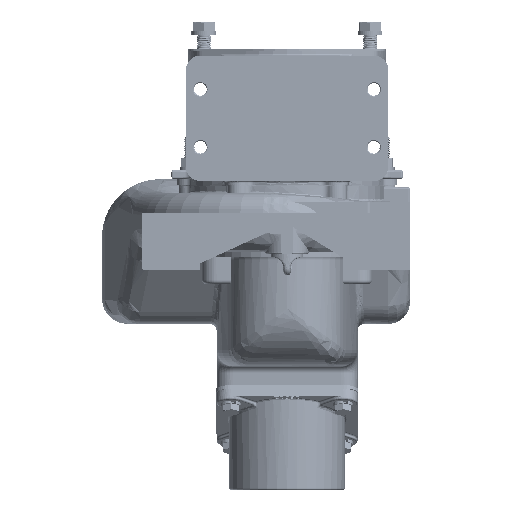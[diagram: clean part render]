
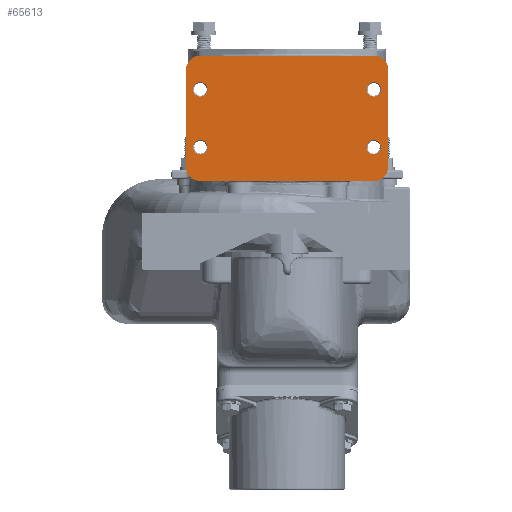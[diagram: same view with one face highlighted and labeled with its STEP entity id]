
A CAD part, front view. The second image highlights one B-rep face of the part: STEP entity #65613.
In plain terms, the highlighted planar face has unit normal (0, -1, 0).
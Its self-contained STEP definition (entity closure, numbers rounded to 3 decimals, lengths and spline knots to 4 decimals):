
#5201=FACE_BOUND('',#13592,.T.);
#5202=FACE_BOUND('',#13593,.T.);
#5203=FACE_BOUND('',#13594,.T.);
#5204=FACE_BOUND('',#13595,.T.);
#6725=PLANE('',#71563);
#9469=FACE_OUTER_BOUND('',#13591,.T.);
#13591=EDGE_LOOP('',(#53591,#53592,#53593,#53594,#53595,#53596,#53597,#53598));
#13592=EDGE_LOOP('',(#53599));
#13593=EDGE_LOOP('',(#53600));
#13594=EDGE_LOOP('',(#53601));
#13595=EDGE_LOOP('',(#53602));
#17537=LINE('',#142388,#21467);
#17547=LINE('',#142434,#21477);
#17555=LINE('',#142451,#21485);
#17658=LINE('',#143294,#21588);
#21467=VECTOR('',#82601,0.3937);
#21477=VECTOR('',#82655,0.3937);
#21485=VECTOR('',#82671,0.3937);
#21588=VECTOR('',#83372,0.3937);
#24704=CIRCLE('',#71264,0.5);
#24705=CIRCLE('',#71267,0.5);
#24863=CIRCLE('',#71562,0.5);
#24864=CIRCLE('',#71564,0.5);
#24865=CIRCLE('',#71565,0.2488);
#24866=CIRCLE('',#71566,0.2488);
#24867=CIRCLE('',#71567,0.2488);
#24868=CIRCLE('',#71568,0.2488);
#29387=VERTEX_POINT('',#142385);
#29388=VERTEX_POINT('',#142387);
#29401=VERTEX_POINT('',#142431);
#29402=VERTEX_POINT('',#142433);
#29406=VERTEX_POINT('',#142445);
#29407=VERTEX_POINT('',#142449);
#29563=VERTEX_POINT('',#143288);
#29564=VERTEX_POINT('',#143292);
#29565=VERTEX_POINT('',#143295);
#29566=VERTEX_POINT('',#143297);
#29567=VERTEX_POINT('',#143299);
#29568=VERTEX_POINT('',#143301);
#37660=EDGE_CURVE('',#29387,#29388,#17537,.T.);
#37684=EDGE_CURVE('',#29402,#29401,#17547,.T.);
#37692=EDGE_CURVE('',#29406,#29401,#24704,.T.);
#37694=EDGE_CURVE('',#29406,#29407,#17555,.T.);
#37695=EDGE_CURVE('',#29388,#29407,#24705,.T.);
#37980=EDGE_CURVE('',#29402,#29563,#24863,.T.);
#37982=EDGE_CURVE('',#29564,#29387,#24864,.T.);
#37983=EDGE_CURVE('',#29564,#29563,#17658,.T.);
#37984=EDGE_CURVE('',#29565,#29565,#24865,.T.);
#37985=EDGE_CURVE('',#29566,#29566,#24866,.T.);
#37986=EDGE_CURVE('',#29567,#29567,#24867,.T.);
#37987=EDGE_CURVE('',#29568,#29568,#24868,.T.);
#53591=ORIENTED_EDGE('',*,*,#37695,.F.);
#53592=ORIENTED_EDGE('',*,*,#37660,.F.);
#53593=ORIENTED_EDGE('',*,*,#37982,.F.);
#53594=ORIENTED_EDGE('',*,*,#37983,.T.);
#53595=ORIENTED_EDGE('',*,*,#37980,.F.);
#53596=ORIENTED_EDGE('',*,*,#37684,.T.);
#53597=ORIENTED_EDGE('',*,*,#37692,.F.);
#53598=ORIENTED_EDGE('',*,*,#37694,.T.);
#53599=ORIENTED_EDGE('',*,*,#37984,.F.);
#53600=ORIENTED_EDGE('',*,*,#37985,.F.);
#53601=ORIENTED_EDGE('',*,*,#37986,.F.);
#53602=ORIENTED_EDGE('',*,*,#37987,.F.);
#65613=ADVANCED_FACE('',(#9469,#5201,#5202,#5203,#5204),#6725,.T.);
#71264=AXIS2_PLACEMENT_3D('',#142447,#82666,#82667);
#71267=AXIS2_PLACEMENT_3D('',#142453,#82674,#82675);
#71562=AXIS2_PLACEMENT_3D('',#143289,#83365,#83366);
#71563=AXIS2_PLACEMENT_3D('',#143291,#83368,#83369);
#71564=AXIS2_PLACEMENT_3D('',#143293,#83370,#83371);
#71565=AXIS2_PLACEMENT_3D('',#143296,#83373,#83374);
#71566=AXIS2_PLACEMENT_3D('',#143298,#83375,#83376);
#71567=AXIS2_PLACEMENT_3D('',#143300,#83377,#83378);
#71568=AXIS2_PLACEMENT_3D('',#143302,#83379,#83380);
#82601=DIRECTION('',(1.,0.,0.));
#82655=DIRECTION('',(1.,0.,0.));
#82666=DIRECTION('center_axis',(0.,1.,0.));
#82667=DIRECTION('ref_axis',(0.707,0.,-0.707));
#82671=DIRECTION('',(0.,0.,1.));
#82674=DIRECTION('center_axis',(0.,1.,0.));
#82675=DIRECTION('ref_axis',(0.707,0.,0.707));
#83365=DIRECTION('center_axis',(0.,1.,0.));
#83366=DIRECTION('ref_axis',(-0.707,0.,-0.707));
#83368=DIRECTION('center_axis',(0.,-1.,0.));
#83369=DIRECTION('ref_axis',(0.,0.,-1.));
#83370=DIRECTION('center_axis',(0.,1.,0.));
#83371=DIRECTION('ref_axis',(-0.707,0.,0.707));
#83372=DIRECTION('',(0.,0.,-1.));
#83373=DIRECTION('center_axis',(0.,-1.,0.));
#83374=DIRECTION('ref_axis',(1.,0.,0.));
#83375=DIRECTION('center_axis',(0.,-1.,0.));
#83376=DIRECTION('ref_axis',(1.,0.,0.));
#83377=DIRECTION('center_axis',(0.,-1.,0.));
#83378=DIRECTION('ref_axis',(1.,0.,0.));
#83379=DIRECTION('center_axis',(0.,-1.,0.));
#83380=DIRECTION('ref_axis',(1.,0.,0.));
#142385=CARTESIAN_POINT('',(-3.,-4.81,-0.625));
#142387=CARTESIAN_POINT('',(3.,-4.81,-0.625));
#142388=CARTESIAN_POINT('',(0.,-4.81,-0.625));
#142431=CARTESIAN_POINT('',(3.,-4.81,-4.962));
#142433=CARTESIAN_POINT('',(-3.,-4.81,-4.962));
#142434=CARTESIAN_POINT('',(0.,-4.81,-4.962));
#142445=CARTESIAN_POINT('',(3.5,-4.81,-4.462));
#142447=CARTESIAN_POINT('Origin',(3.,-4.81,-4.462));
#142449=CARTESIAN_POINT('',(3.5,-4.81,-1.125));
#142451=CARTESIAN_POINT('',(3.5,-4.81,-0.625));
#142453=CARTESIAN_POINT('Origin',(3.,-4.81,-1.125));
#143288=CARTESIAN_POINT('',(-3.5,-4.81,-4.462));
#143289=CARTESIAN_POINT('Origin',(-3.,-4.81,-4.462));
#143291=CARTESIAN_POINT('Origin',(0.,-4.81,-4.962));
#143292=CARTESIAN_POINT('',(-3.5,-4.81,-1.125));
#143293=CARTESIAN_POINT('Origin',(-3.,-4.81,-1.125));
#143294=CARTESIAN_POINT('',(-3.5,-4.81,-0.625));
#143295=CARTESIAN_POINT('',(2.7513,-4.81,-1.7935));
#143296=CARTESIAN_POINT('Origin',(3.,-4.81,-1.7935));
#143297=CARTESIAN_POINT('',(-3.2488,-4.81,-3.7935));
#143298=CARTESIAN_POINT('Origin',(-3.,-4.81,-3.7935));
#143299=CARTESIAN_POINT('',(-3.2488,-4.81,-1.7935));
#143300=CARTESIAN_POINT('Origin',(-3.,-4.81,-1.7935));
#143301=CARTESIAN_POINT('',(2.7513,-4.81,-3.7935));
#143302=CARTESIAN_POINT('Origin',(3.,-4.81,-3.7935));
